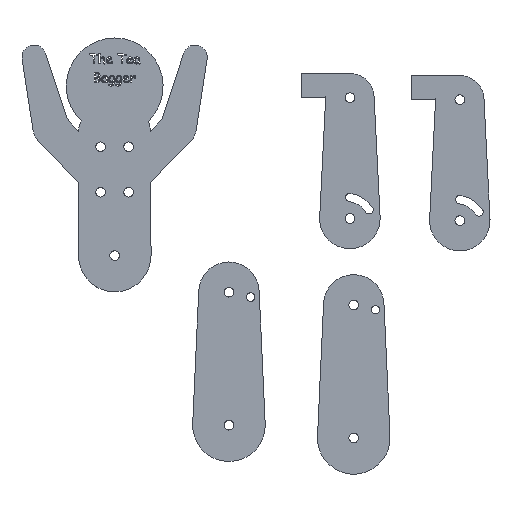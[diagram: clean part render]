
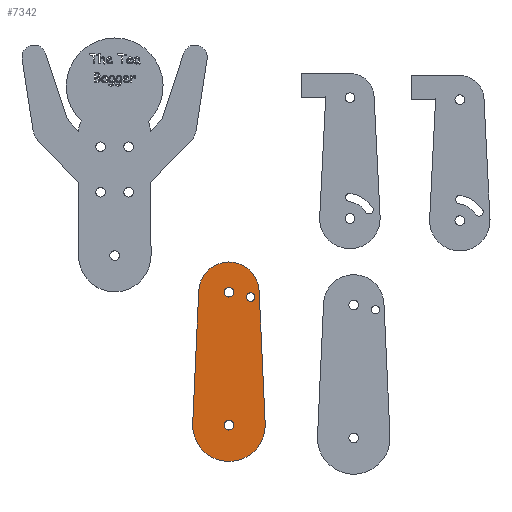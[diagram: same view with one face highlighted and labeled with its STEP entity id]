
A CAD part, top view. The second image highlights one B-rep face of the part: STEP entity #7342.
In plain terms, the highlighted planar face has unit normal (0, 0, 1).
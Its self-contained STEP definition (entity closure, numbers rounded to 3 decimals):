
#1012=FACE_BOUND('',#1550,.T.);
#1013=FACE_BOUND('',#1551,.T.);
#1014=FACE_BOUND('',#1552,.T.);
#1060=PLANE('',#7814);
#1135=FACE_OUTER_BOUND('',#1549,.T.);
#1549=EDGE_LOOP('',(#4996,#4997,#4998,#4999));
#1550=EDGE_LOOP('',(#5000));
#1551=EDGE_LOOP('',(#5001));
#1552=EDGE_LOOP('',(#5002));
#2007=LINE('',#8784,#2489);
#2011=LINE('',#8796,#2493);
#2489=VECTOR('',#7984,10.);
#2493=VECTOR('',#7996,10.);
#2966=CIRCLE('',#7798,2.);
#2968=CIRCLE('',#7801,2.);
#2970=CIRCLE('',#7804,1.75);
#2973=CIRCLE('',#7809,15.);
#2975=CIRCLE('',#7813,12.5);
#3020=VERTEX_POINT('',#8760);
#3022=VERTEX_POINT('',#8766);
#3024=VERTEX_POINT('',#8772);
#3028=VERTEX_POINT('',#8781);
#3029=VERTEX_POINT('',#8783);
#3031=VERTEX_POINT('',#8789);
#3033=VERTEX_POINT('',#8795);
#3798=EDGE_CURVE('',#3020,#3020,#2966,.T.);
#3801=EDGE_CURVE('',#3022,#3022,#2968,.T.);
#3804=EDGE_CURVE('',#3024,#3024,#2970,.T.);
#3809=EDGE_CURVE('',#3029,#3028,#2007,.T.);
#3812=EDGE_CURVE('',#3031,#3029,#2973,.T.);
#3815=EDGE_CURVE('',#3033,#3031,#2011,.T.);
#3818=EDGE_CURVE('',#3028,#3033,#2975,.T.);
#4996=ORIENTED_EDGE('',*,*,#3818,.T.);
#4997=ORIENTED_EDGE('',*,*,#3815,.T.);
#4998=ORIENTED_EDGE('',*,*,#3812,.T.);
#4999=ORIENTED_EDGE('',*,*,#3809,.T.);
#5000=ORIENTED_EDGE('',*,*,#3804,.T.);
#5001=ORIENTED_EDGE('',*,*,#3801,.T.);
#5002=ORIENTED_EDGE('',*,*,#3798,.T.);
#7342=ADVANCED_FACE('',(#1135,#1012,#1013,#1014),#1060,.T.);
#7798=AXIS2_PLACEMENT_3D('',#8761,#7961,#7962);
#7801=AXIS2_PLACEMENT_3D('',#8767,#7968,#7969);
#7804=AXIS2_PLACEMENT_3D('',#8773,#7975,#7976);
#7809=AXIS2_PLACEMENT_3D('',#8790,#7990,#7991);
#7813=AXIS2_PLACEMENT_3D('',#8800,#8002,#8003);
#7814=AXIS2_PLACEMENT_3D('',#8801,#8004,#8005);
#7961=DIRECTION('center_axis',(0.,0.,-1.));
#7962=DIRECTION('ref_axis',(1.,0.,0.));
#7968=DIRECTION('center_axis',(0.,0.,-1.));
#7969=DIRECTION('ref_axis',(1.,0.,0.));
#7975=DIRECTION('center_axis',(0.,0.,-1.));
#7976=DIRECTION('ref_axis',(1.,0.,0.));
#7984=DIRECTION('',(-0.045,0.999,0.));
#7990=DIRECTION('center_axis',(0.,0.,1.));
#7991=DIRECTION('ref_axis',(1.,0.,0.));
#7996=DIRECTION('',(-0.045,-0.999,0.));
#8002=DIRECTION('center_axis',(0.,0.,1.));
#8003=DIRECTION('ref_axis',(1.,0.,0.));
#8004=DIRECTION('center_axis',(0.,0.,1.));
#8005=DIRECTION('ref_axis',(1.,0.,0.));
#8760=CARTESIAN_POINT('',(-2.,55.,3.));
#8761=CARTESIAN_POINT('Origin',(0.,55.,3.));
#8766=CARTESIAN_POINT('',(-2.,0.,3.));
#8767=CARTESIAN_POINT('Origin',(0.,0.,3.));
#8772=CARTESIAN_POINT('',(7.25,53.,3.));
#8773=CARTESIAN_POINT('Origin',(9.,53.,3.));
#8781=CARTESIAN_POINT('',(12.487,55.568,3.));
#8783=CARTESIAN_POINT('',(14.984,0.682,3.));
#8784=CARTESIAN_POINT('',(12.487,55.568,3.));
#8789=CARTESIAN_POINT('',(-14.984,0.682,3.));
#8790=CARTESIAN_POINT('Origin',(0.,0.,3.));
#8795=CARTESIAN_POINT('',(-12.487,55.568,3.));
#8796=CARTESIAN_POINT('',(-12.487,55.568,3.));
#8800=CARTESIAN_POINT('Origin',(0.,55.,3.));
#8801=CARTESIAN_POINT('Origin',(0.,26.25,3.));
